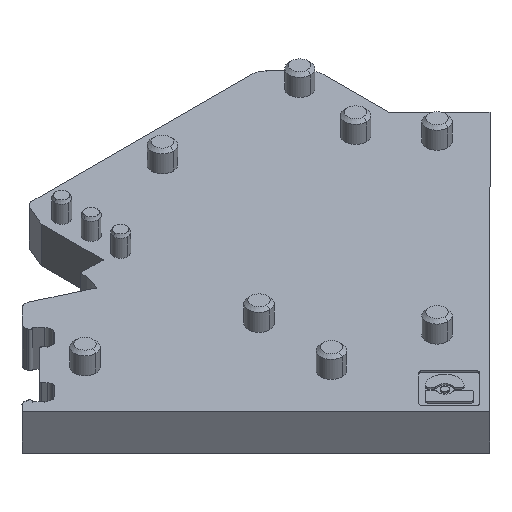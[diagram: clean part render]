
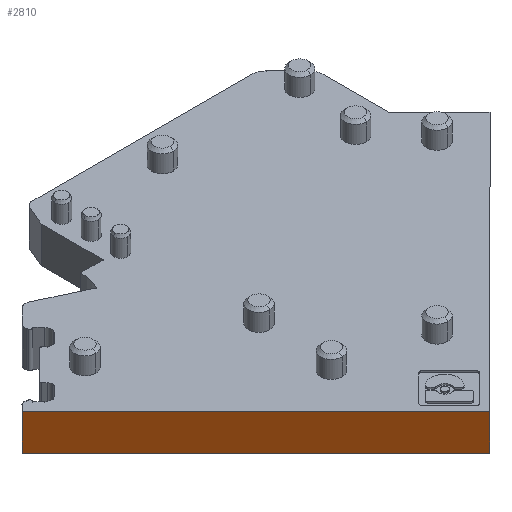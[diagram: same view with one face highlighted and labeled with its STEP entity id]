
A CAD part, isometric view. The second image highlights one B-rep face of the part: STEP entity #2810.
In plain terms, the highlighted planar face has unit normal (-0.707, -0.707, 0).
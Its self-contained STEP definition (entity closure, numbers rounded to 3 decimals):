
#2420=CARTESIAN_POINT('',(-15.562,0.835
   ,1.85));
#2430=DIRECTION('',(-0.707,-0.707,
   0.));
#2440=DIRECTION('',(-0.707,0.707,
   0.));
#2450=AXIS2_PLACEMENT_3D('',#2420,#2430,#2440);
#2460=PLANE('',#2450);
#2470=CARTESIAN_POINT('',(-22.411,7.683
   ,0.));
#2480=DIRECTION('',(0.,0.,
   -1.));
#2490=VECTOR('',#2480,1.);
#2500=LINE('',#2470,#2490);
#2510=CARTESIAN_POINT('',(-22.411,7.683
   ,-3.15));
#2520=VERTEX_POINT('',#2510);
#2530=CARTESIAN_POINT('',(-22.411,7.683
   ,-5.65));
#2540=VERTEX_POINT('',#2530);
#2550=EDGE_CURVE('',#2520,#2540,#2500,.T.);
#2560=ORIENTED_EDGE('',*,*,#2550,.T.);
#2570=CARTESIAN_POINT('',(-14.728,0.
   ,-3.15));
#2580=DIRECTION('',(0.707,-0.707,
   0.));
#2590=VECTOR('',#2580,1.);
#2600=LINE('',#2570,#2590);
#2610=CARTESIAN_POINT('',(-6.147,
   -8.58,-3.15));
#2620=VERTEX_POINT('',#2610);
#2630=EDGE_CURVE('',#2520,#2620,#2600,.T.);
#2640=ORIENTED_EDGE('',*,*,#2630,.F.);
#2650=CARTESIAN_POINT('',(-6.147,
   -8.58,0.));
#2660=DIRECTION('',(0.,0.,
   -1.));
#2670=VECTOR('',#2660,1.);
#2680=LINE('',#2650,#2670);
#2690=CARTESIAN_POINT('',(-6.147,
   -8.58,-5.65));
#2700=VERTEX_POINT('',#2690);
#2710=EDGE_CURVE('',#2620,#2700,#2680,.T.);
#2720=ORIENTED_EDGE('',*,*,#2710,.F.);
#2730=CARTESIAN_POINT('',(-14.728,0.
   ,-5.65));
#2740=DIRECTION('',(-0.707,0.707,
   0.));
#2750=VECTOR('',#2740,1.);
#2760=LINE('',#2730,#2750);
#2770=EDGE_CURVE('',#2700,#2540,#2760,.T.);
#2780=ORIENTED_EDGE('',*,*,#2770,.F.);
#2790=EDGE_LOOP('',(#2780,#2720,#2640,#2560));
#2800=FACE_OUTER_BOUND('',#2790,.T.);
#2810=ADVANCED_FACE('',(#2800),#2460,.T.);
